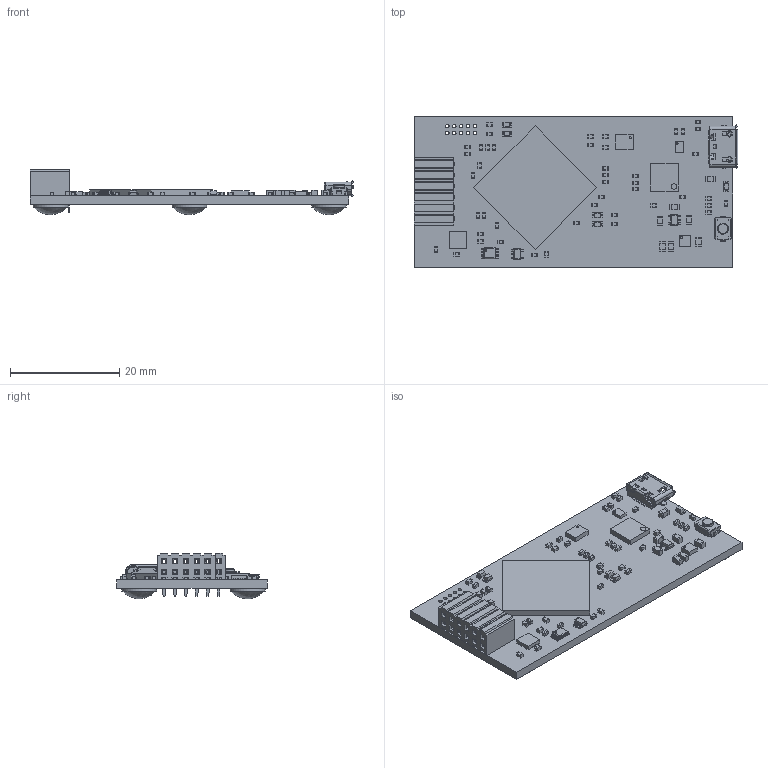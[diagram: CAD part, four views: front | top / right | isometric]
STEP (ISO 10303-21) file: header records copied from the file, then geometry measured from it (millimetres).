
FILE_DESCRIPTION(('Open CASCADE Model'),'2;1');
FILE_NAME('Open CASCADE Shape Model','2021-11-19T11:19:34',('Author'),( 'Open CASCADE'),'Open CASCADE STEP processor 6.8','Open CASCADE 6.8' ,'Unknown');
FILE_SCHEMA(('AUTOMOTIVE_DESIGN { 1 0 10303 214 1 1 1 1 }'));
Length unit declared in the file: millimetre
Products named in the file (149): PCB; Board; Open CASCADE STEP translator 6.8 1.1.1; J1; NPPN062FJFN-RC; NPPN062FJFN-RC_1; NPPN062FJFN-RC_2; U5; DCK0005A; DCK0005A_2; DCK0005A_1; DCK0005A_3; DCK0005A_4; DCK0005A_5; DCK0005A_6; DCK0005A_7; C16; 6089877136; Extruded; 6089876976; C19; C17; 6089877856; 6089878016; R36; 6089882416; 6089882256; U10; U9; DCU0008A; R35; 6089881616; 6089881456; C42; C41; R34; C40; C39; R33; U8 ...
Assembly tree (299 placements, depth 5):
  PCB
    Board
      Open CASCADE STEP translator 6.8 1.1.1
    J1
      NPPN062FJFN-RC
        NPPN062FJFN-RC_1
        NPPN062FJFN-RC_2
    U5
      DCK0005A
        DCK0005A_2
        DCK0005A_1
          DCK0005A_3
          DCK0005A_4
          DCK0005A_5
          DCK0005A_6
          DCK0005A_7
    C16
      6089877136  x2
        Extruded
      6089876976
        Extruded
    C19
      6089877136  x2
        Extruded
      6089876976
        Extruded
    C17
      6089877856  x2
        Extruded
      6089878016
        Extruded
    R36
      6089882416  x2
        Extruded
      6089882256
        Extruded
    U10
      DCK0005A
        DCK0005A_2
        DCK0005A_1
          DCK0005A_3
          DCK0005A_4
          DCK0005A_5
          DCK0005A_6
          DCK0005A_7
    U9
      DCU0008A
    R35
      6089881616  x2
        Extruded
      6089881456
        Extruded
    C42
      6089881616  x2
        Extruded
      6089881456
        Extruded
    C41
      6089881616  x2
        Extruded
Bounding box: 59.39 x 27.69 x 8.32 mm (x, y, z)
Volume: 3375.1 mm3; surface area: 6506 mm2
Topology: 212 solids, 212 shells, 3156 faces, 7996 edges, 5226 vertices
Faces by surface type: plane 2604, cylinder 528, sphere 13, bspline 6, torus 4, cone 1
Full cylindrical faces by diameter (mm): 0.65 x10, 0.8 x12, 2 x1, 6.35 x3
Entity records: 72886 total; most frequent: CARTESIAN_POINT 12367, ORIENTED_EDGE 11788, DIRECTION 11713, EDGE_CURVE 5894, LINE 4875, VECTOR 4875, VERTEX_POINT 3836, AXIS2_PLACEMENT_3D 3419
